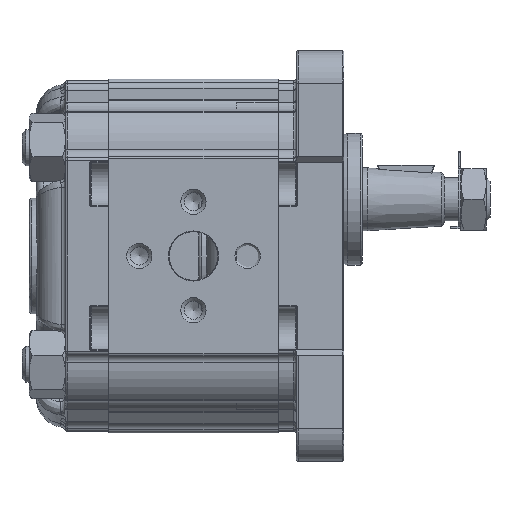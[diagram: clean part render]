
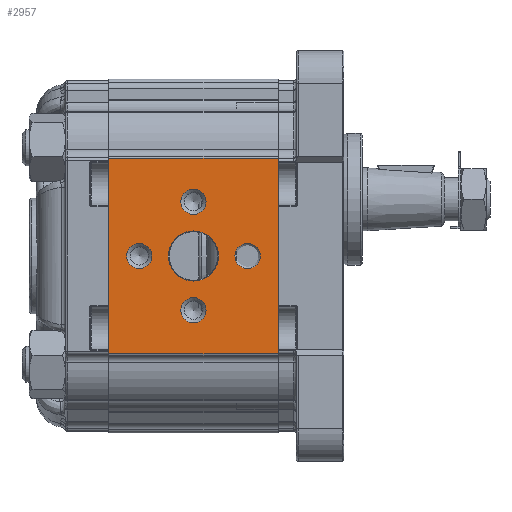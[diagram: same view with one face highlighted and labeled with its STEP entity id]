
A CAD part, left-side view. The second image highlights one B-rep face of the part: STEP entity #2957.
In plain terms, the highlighted planar face has unit normal (-1, 0, 0).
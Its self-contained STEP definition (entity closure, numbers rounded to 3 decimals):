
#2957 = ADVANCED_FACE( '', ( #6695, #6696, #6697, #6698, #6699, #6700 ), #6701, .T. );
#6695 = FACE_BOUND( '', #12644, .T. );
#6696 = FACE_BOUND( '', #12645, .T. );
#6697 = FACE_BOUND( '', #12646, .T. );
#6698 = FACE_BOUND( '', #12647, .T. );
#6699 = FACE_BOUND( '', #12648, .T. );
#6700 = FACE_OUTER_BOUND( '', #12649, .T. );
#6701 = PLANE( '', #12650 );
#12644 = EDGE_LOOP( '', ( #22762 ) );
#12645 = EDGE_LOOP( '', ( #22763 ) );
#12646 = EDGE_LOOP( '', ( #22764 ) );
#12647 = EDGE_LOOP( '', ( #22765 ) );
#12648 = EDGE_LOOP( '', ( #22766 ) );
#12649 = EDGE_LOOP( '', ( #22767, #22768, #22769, #22770 ) );
#12650 = AXIS2_PLACEMENT_3D( '', #22771, #22772, #22773 );
#22762 = ORIENTED_EDGE( '', *, *, #28905, .T. );
#22763 = ORIENTED_EDGE( '', *, *, #29087, .T. );
#22764 = ORIENTED_EDGE( '', *, *, #30153, .T. );
#22765 = ORIENTED_EDGE( '', *, *, #30601, .T. );
#22766 = ORIENTED_EDGE( '', *, *, #32022, .T. );
#22767 = ORIENTED_EDGE( '', *, *, #31497, .F. );
#22768 = ORIENTED_EDGE( '', *, *, #32023, .F. );
#22769 = ORIENTED_EDGE( '', *, *, #32024, .T. );
#22770 = ORIENTED_EDGE( '', *, *, #30395, .T. );
#22771 = CARTESIAN_POINT( '', ( -43., 47., 27.048 ) );
#22772 = DIRECTION( '', ( -1., 0., 0. ) );
#22773 = DIRECTION( '', ( 0., 0., 1. ) );
#28905 = EDGE_CURVE( '', #34014, #34014, #34015, .F. );
#29087 = EDGE_CURVE( '', #34330, #34330, #34331, .F. );
#30153 = EDGE_CURVE( '', #36085, #36085, #36086, .F. );
#30395 = EDGE_CURVE( '', #36474, #36471, #36475, .T. );
#30601 = EDGE_CURVE( '', #36803, #36803, #36804, .F. );
#31497 = EDGE_CURVE( '', #38141, #36471, #38143, .T. );
#32022 = EDGE_CURVE( '', #38824, #38824, #38825, .F. );
#32023 = EDGE_CURVE( '', #38826, #38141, #38827, .T. );
#32024 = EDGE_CURVE( '', #38826, #36474, #38828, .T. );
#34014 = VERTEX_POINT( '', #41833 );
#34015 = CIRCLE( '', #41834, 3.5 );
#34330 = VERTEX_POINT( '', #42385 );
#34331 = CIRCLE( '', #42386, 3.5 );
#36085 = VERTEX_POINT( '', #45890 );
#36086 = CIRCLE( '', #45891, 3.5 );
#36471 = VERTEX_POINT( '', #46608 );
#36474 = VERTEX_POINT( '', #46611 );
#36475 = LINE( '', #46612, #46613 );
#36803 = VERTEX_POINT( '', #47450 );
#36804 = CIRCLE( '', #47451, 3.5 );
#38141 = VERTEX_POINT( '', #50334 );
#38143 = LINE( '', #50336, #50337 );
#38824 = VERTEX_POINT( '', #51961 );
#38825 = CIRCLE( '', #51962, 6.95 );
#38826 = VERTEX_POINT( '', #51963 );
#38827 = LINE( '', #51964, #51965 );
#38828 = LINE( '', #51966, #51967 );
#41833 = CARTESIAN_POINT( '', ( -43., 8.5, 3.5 ) );
#41834 = AXIS2_PLACEMENT_3D( '', #55646, #55647, #55648 );
#42385 = CARTESIAN_POINT( '', ( -43., 38.5, 3.5 ) );
#42386 = AXIS2_PLACEMENT_3D( '', #55863, #55864, #55865 );
#45890 = CARTESIAN_POINT( '', ( -43., 23.5, -11.5 ) );
#45891 = AXIS2_PLACEMENT_3D( '', #57173, #57174, #57175 );
#46608 = CARTESIAN_POINT( '', ( -43., 0., -27.048 ) );
#46611 = CARTESIAN_POINT( '', ( -43., 47., -27.048 ) );
#46612 = CARTESIAN_POINT( '', ( -43., 47., -27.048 ) );
#46613 = VECTOR( '', #57473, 1000. );
#47450 = CARTESIAN_POINT( '', ( -43., 23.5, 18.5 ) );
#47451 = AXIS2_PLACEMENT_3D( '', #57705, #57706, #57707 );
#50334 = CARTESIAN_POINT( '', ( -43., 0., 27.048 ) );
#50336 = CARTESIAN_POINT( '', ( -43., 0., 27.048 ) );
#50337 = VECTOR( '', #58879, 1000. );
#51961 = CARTESIAN_POINT( '', ( -43., 23.5, 6.95 ) );
#51962 = AXIS2_PLACEMENT_3D( '', #59440, #59441, #59442 );
#51963 = CARTESIAN_POINT( '', ( -43., 47., 27.048 ) );
#51964 = CARTESIAN_POINT( '', ( -43., 47., 27.048 ) );
#51965 = VECTOR( '', #59443, 1000. );
#51966 = CARTESIAN_POINT( '', ( -43., 47., 27.048 ) );
#51967 = VECTOR( '', #59444, 1000. );
#55646 = CARTESIAN_POINT( '', ( -43., 8.5, 0. ) );
#55647 = DIRECTION( '', ( -1., 0., 0. ) );
#55648 = DIRECTION( '', ( 0., 0., 1. ) );
#55863 = CARTESIAN_POINT( '', ( -43., 38.5, 0. ) );
#55864 = DIRECTION( '', ( -1., 0., 0. ) );
#55865 = DIRECTION( '', ( 0., 0., 1. ) );
#57173 = CARTESIAN_POINT( '', ( -43., 23.5, -15. ) );
#57174 = DIRECTION( '', ( -1., 0., 0. ) );
#57175 = DIRECTION( '', ( 0., 0., 1. ) );
#57473 = DIRECTION( '', ( 0., -1., 0. ) );
#57705 = CARTESIAN_POINT( '', ( -43., 23.5, 15. ) );
#57706 = DIRECTION( '', ( -1., 0., 0. ) );
#57707 = DIRECTION( '', ( 0., 0., 1. ) );
#58879 = DIRECTION( '', ( 0., 0., -1. ) );
#59440 = CARTESIAN_POINT( '', ( -43., 23.5, 0. ) );
#59441 = DIRECTION( '', ( -1., 0., 0. ) );
#59442 = DIRECTION( '', ( 0., 0., 1. ) );
#59443 = DIRECTION( '', ( 0., -1., 0. ) );
#59444 = DIRECTION( '', ( 0., 0., -1. ) );
